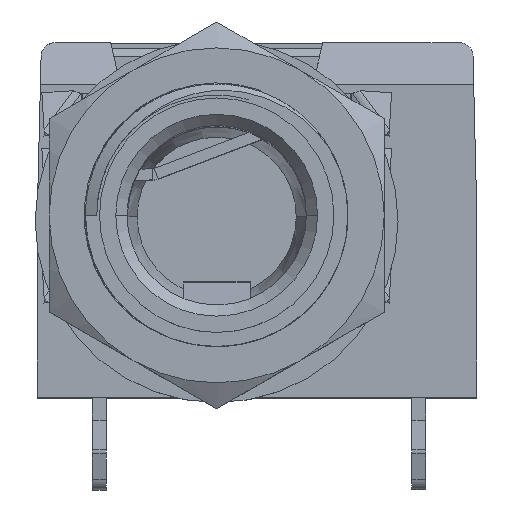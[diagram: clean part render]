
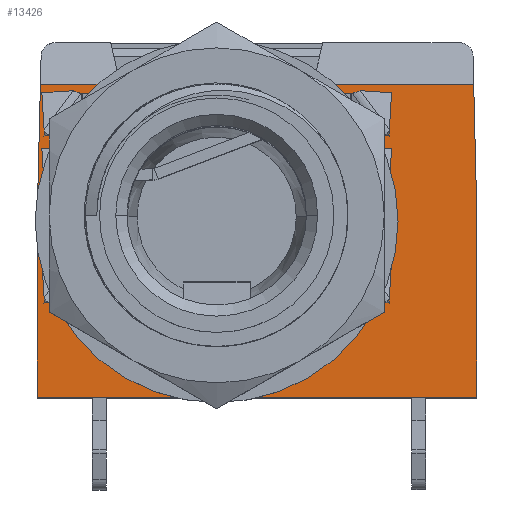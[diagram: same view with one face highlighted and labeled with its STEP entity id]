
A CAD part, top view. The second image highlights one B-rep face of the part: STEP entity #13426.
In plain terms, the highlighted planar face has unit normal (0, 0, 1).
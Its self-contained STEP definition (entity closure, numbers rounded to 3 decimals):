
#10382=CARTESIAN_POINT('',(-3.7,0.,0.0));
#10383=VERTEX_POINT('',#10382);
#10399=CARTESIAN_POINT('',(-3.1,2.02,0.0));
#10400=VERTEX_POINT('',#10399);
#10407=CARTESIAN_POINT('',(0.0,0.0,0.0));
#10408=DIRECTION('',(0.0,0.0,1.0));
#10409=DIRECTION('',(1.0,0.0,0.0));
#10410=AXIS2_PLACEMENT_3D('',#10407,#10408,#10409);
#10411=CIRCLE('',#10410,3.7);
#10412=EDGE_CURVE('',#10400,#10383,#10411,.T.);
#10422=CARTESIAN_POINT('',(3.7,0.,0.0));
#10423=VERTEX_POINT('',#10422);
#10432=CARTESIAN_POINT('',(3.1,2.02,0.0));
#10433=VERTEX_POINT('',#10432);
#10434=CARTESIAN_POINT('',(0.0,0.0,0.0));
#10435=DIRECTION('',(0.0,0.0,1.0));
#10436=DIRECTION('',(1.0,0.0,0.0));
#10437=AXIS2_PLACEMENT_3D('',#10434,#10435,#10436);
#10438=CIRCLE('',#10437,3.7);
#10439=EDGE_CURVE('',#10423,#10433,#10438,.T.);
#11365=CARTESIAN_POINT('',(9.32,-6.5,0.0));
#11366=VERTEX_POINT('',#11365);
#11373=CARTESIAN_POINT('',(-6.43,-6.5,0.0));
#11374=VERTEX_POINT('',#11373);
#11375=CARTESIAN_POINT('',(9.32,-6.5,0.0));
#11376=DIRECTION('',(-1.0,0.0,0.0));
#11377=VECTOR('',#11376,15.75);
#11378=LINE('',#11375,#11377);
#11379=EDGE_CURVE('',#11366,#11374,#11378,.T.);
#13333=CARTESIAN_POINT('',(10.108,-7.06,0.0));
#13334=DIRECTION('',(0.0,0.0,-1.0));
#13335=DIRECTION('',(-1.0,0.0,0.0));
#13336=AXIS2_PLACEMENT_3D('',#13333,#13334,#13335);
#13337=PLANE('',#13336);
#13338=CARTESIAN_POINT('',(9.206,4.7,0.));
#13339=VERTEX_POINT('',#13338);
#13340=CARTESIAN_POINT('',(9.32,0.,0.0));
#13341=VERTEX_POINT('',#13340);
#13342=CARTESIAN_POINT('',(9.206,4.7,0.));
#13343=DIRECTION('',(0.024,-1.,0.));
#13344=VECTOR('',#13343,4.701);
#13345=LINE('',#13342,#13344);
#13346=EDGE_CURVE('',#13339,#13341,#13345,.T.);
#13347=ORIENTED_EDGE('',*,*,#13346,.F.);
#13348=CARTESIAN_POINT('',(3.455,4.7,0.));
#13349=VERTEX_POINT('',#13348);
#13350=CARTESIAN_POINT('',(9.206,4.7,0.));
#13351=DIRECTION('',(-1.0,0.0,0.0));
#13352=VECTOR('',#13351,5.751);
#13353=LINE('',#13350,#13352);
#13354=EDGE_CURVE('',#13339,#13349,#13353,.T.);
#13355=ORIENTED_EDGE('',*,*,#13354,.T.);
#13356=CARTESIAN_POINT('',(3.1,3.154,0.0));
#13357=VERTEX_POINT('',#13356);
#13358=CARTESIAN_POINT('',(3.455,4.7,0.));
#13359=DIRECTION('',(-0.224,-0.975,0.));
#13360=VECTOR('',#13359,1.586);
#13361=LINE('',#13358,#13360);
#13362=EDGE_CURVE('',#13349,#13357,#13361,.T.);
#13363=ORIENTED_EDGE('',*,*,#13362,.T.);
#13364=CARTESIAN_POINT('',(3.1,3.154,0.0));
#13365=DIRECTION('',(0.0,-1.0,0.0));
#13366=VECTOR('',#13365,1.134);
#13367=LINE('',#13364,#13366);
#13368=EDGE_CURVE('',#13357,#10433,#13367,.T.);
#13369=ORIENTED_EDGE('',*,*,#13368,.T.);
#13370=ORIENTED_EDGE('',*,*,#10439,.F.);
#13371=CARTESIAN_POINT('',(0.0,0.0,0.0));
#13372=DIRECTION('',(0.0,0.0,1.0));
#13373=DIRECTION('',(1.0,0.0,0.0));
#13374=AXIS2_PLACEMENT_3D('',#13371,#13372,#13373);
#13375=CIRCLE('',#13374,3.7);
#13376=EDGE_CURVE('',#10383,#10423,#13375,.T.);
#13377=ORIENTED_EDGE('',*,*,#13376,.F.);
#13378=ORIENTED_EDGE('',*,*,#10412,.F.);
#13379=CARTESIAN_POINT('',(-3.1,3.154,0.0));
#13380=VERTEX_POINT('',#13379);
#13381=CARTESIAN_POINT('',(-3.1,2.02,0.0));
#13382=DIRECTION('',(0.0,1.0,0.0));
#13383=VECTOR('',#13382,1.134);
#13384=LINE('',#13381,#13383);
#13385=EDGE_CURVE('',#10400,#13380,#13384,.T.);
#13386=ORIENTED_EDGE('',*,*,#13385,.T.);
#13387=CARTESIAN_POINT('',(-3.455,4.7,0.));
#13388=VERTEX_POINT('',#13387);
#13389=CARTESIAN_POINT('',(-3.1,3.154,0.0));
#13390=DIRECTION('',(-0.224,0.975,0.));
#13391=VECTOR('',#13390,1.586);
#13392=LINE('',#13389,#13391);
#13393=EDGE_CURVE('',#13380,#13388,#13392,.T.);
#13394=ORIENTED_EDGE('',*,*,#13393,.T.);
#13395=CARTESIAN_POINT('',(-6.316,4.7,0.));
#13396=VERTEX_POINT('',#13395);
#13397=CARTESIAN_POINT('',(-3.455,4.7,0.));
#13398=DIRECTION('',(-1.0,0.0,0.0));
#13399=VECTOR('',#13398,2.861);
#13400=LINE('',#13397,#13399);
#13401=EDGE_CURVE('',#13388,#13396,#13400,.T.);
#13402=ORIENTED_EDGE('',*,*,#13401,.T.);
#13403=CARTESIAN_POINT('',(-6.43,0.,0.0));
#13404=VERTEX_POINT('',#13403);
#13405=CARTESIAN_POINT('',(-6.43,0.,0.0));
#13406=DIRECTION('',(0.024,1.,0.));
#13407=VECTOR('',#13406,4.701);
#13408=LINE('',#13405,#13407);
#13409=EDGE_CURVE('',#13404,#13396,#13408,.T.);
#13410=ORIENTED_EDGE('',*,*,#13409,.F.);
#13411=CARTESIAN_POINT('',(-6.43,-6.5,0.0));
#13412=DIRECTION('',(0.0,1.0,0.0));
#13413=VECTOR('',#13412,6.5);
#13414=LINE('',#13411,#13413);
#13415=EDGE_CURVE('',#11374,#13404,#13414,.T.);
#13416=ORIENTED_EDGE('',*,*,#13415,.F.);
#13417=ORIENTED_EDGE('',*,*,#11379,.F.);
#13418=CARTESIAN_POINT('',(9.32,0.,0.0));
#13419=DIRECTION('',(0.0,-1.0,0.0));
#13420=VECTOR('',#13419,6.5);
#13421=LINE('',#13418,#13420);
#13422=EDGE_CURVE('',#13341,#11366,#13421,.T.);
#13423=ORIENTED_EDGE('',*,*,#13422,.F.);
#13424=EDGE_LOOP('',(#13347,#13355,#13363,#13369,#13370,#13377,#13378,#13386,#13394,#13402,#13410,#13416,#13417,#13423));
#13425=FACE_OUTER_BOUND('',#13424,.T.);
#13426=ADVANCED_FACE('',(#13425),#13337,.F.);
